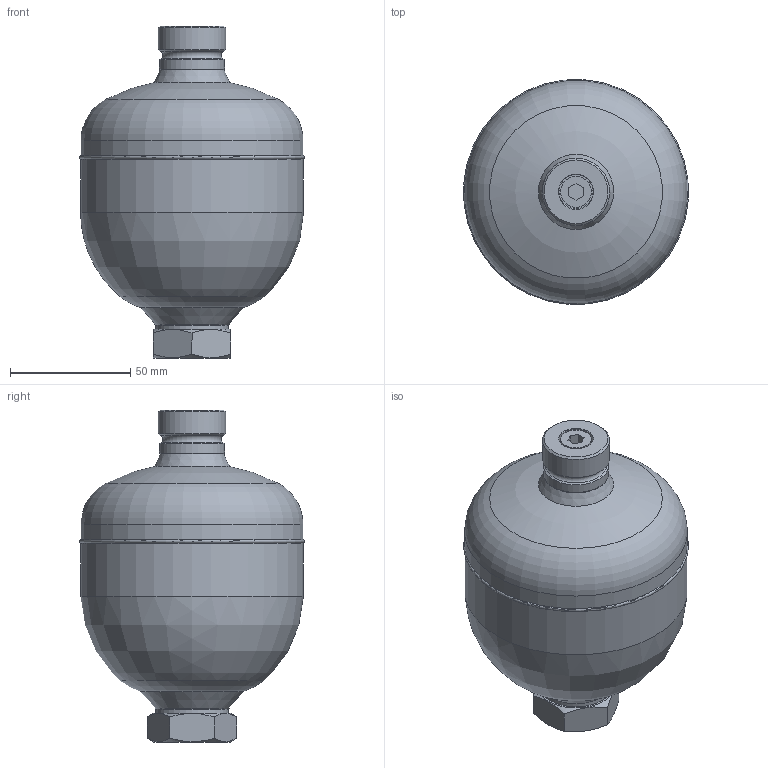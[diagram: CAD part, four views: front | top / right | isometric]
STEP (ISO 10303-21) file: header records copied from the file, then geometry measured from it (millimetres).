
FILE_DESCRIPTION(/* description */ ('Unknown'),/* implementation_level */ '2;1');
FILE_NAME(/* name */ 'AC.20100-001',/* time_stamp */ '2023-07-26T08:54:37+02:00',/* author */ ('Unknown'),/* organization */ ('Unknown'),/* preprocessor_version */ 'ST-DEVELOPER v18.102',/* originating_system */ 'Solid Edge',/* authorisation */ 'Unknown');
FILE_SCHEMA (('AUTOMOTIVE_DESIGN {1 0 10303 214 3 1 1}'));
Length unit declared in the file: millimetre
Products named in the file (9): 844_032.1315.044; AMW 0.32 BOTTOM COVER; G S N M28 X 1.5_1; C1_1; AMW 0.32 TOP COVER; AMW-0.32-P-210-C-C1-0 -M_390_793_Fillet 3_oa_0; M8 SCERW_0; EBM_0; AMW-0.32-P-210-C-C1-0 -M_390_793_Fillet 3_oa_1
Assembly tree (8 placements, depth 2):
  844_032.1315.044
    AMW 0.32 BOTTOM COVER
    G S N M28 X 1.5_1
    C1_1
    AMW 0.32 TOP COVER
    AMW-0.32-P-210-C-C1-0 -M_390_793_Fillet 3_oa_0
    M8 SCERW_0
    EBM_0
    AMW-0.32-P-210-C-C1-0 -M_390_793_Fillet 3_oa_1
Bounding box: 93.31 x 93.31 x 137.83 mm (x, y, z)
Volume: 543631 mm3; surface area: 59830.1 mm2
Topology: 8 solids, 8 shells, 71 faces, 139 edges, 85 vertices
Faces by surface type: plane 32, cylinder 19, cone 12, torus 5, sphere 3
Full cylindrical faces by diameter (mm): 5 x1, 6.917 x1, 8 x2, 12.85 x1, 14.2 x1, 18.631 x2, 27 x1, 28 x1, 29 x1, 30 x2, 90.9 x2, 92.5 x4
Entity records: 2392 total; most frequent: CARTESIAN_POINT 465, DIRECTION 297, ORIENTED_EDGE 192, AXIS2_PLACEMENT_3D 133, EDGE_LOOP 123, FACE_BOUND 123, EDGE_CURVE 96, VERTEX_POINT 81
